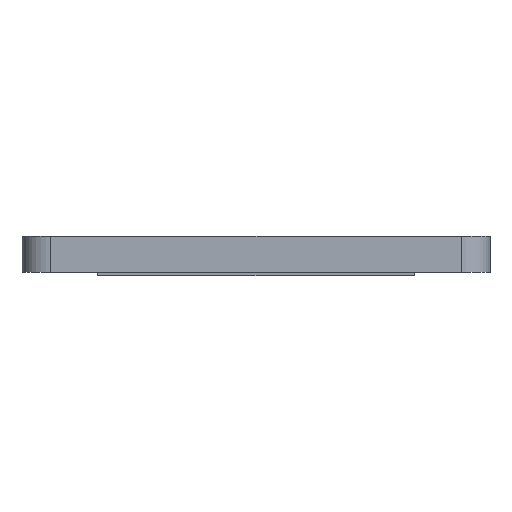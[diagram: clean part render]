
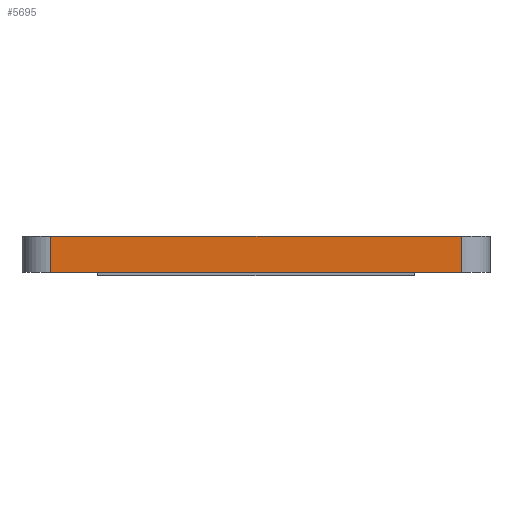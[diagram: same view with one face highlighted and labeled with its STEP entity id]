
A CAD part, left-side view. The second image highlights one B-rep face of the part: STEP entity #5695.
In plain terms, the highlighted planar face has unit normal (-1, 0, 0).
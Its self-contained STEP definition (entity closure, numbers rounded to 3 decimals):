
#710=FACE_OUTER_BOUND('',#1037,.T.);
#1037=EDGE_LOOP('',(#4987,#4988,#4989,#4990));
#1577=LINE('',#10445,#2137);
#1582=LINE('',#10458,#2142);
#1583=LINE('',#10461,#2143);
#1584=LINE('',#10462,#2144);
#2137=VECTOR('',#6805,10.);
#2142=VECTOR('',#6816,10.);
#2143=VECTOR('',#6819,10.);
#2144=VECTOR('',#6820,10.);
#2719=VERTEX_POINT('',#10442);
#2720=VERTEX_POINT('',#10444);
#2725=VERTEX_POINT('',#10456);
#2726=VERTEX_POINT('',#10460);
#3503=EDGE_CURVE('',#2719,#2720,#1577,.T.);
#3510=EDGE_CURVE('',#2720,#2725,#1582,.T.);
#3511=EDGE_CURVE('',#2726,#2719,#1583,.T.);
#3512=EDGE_CURVE('',#2725,#2726,#1584,.T.);
#4987=ORIENTED_EDGE('',*,*,#3510,.F.);
#4988=ORIENTED_EDGE('',*,*,#3503,.F.);
#4989=ORIENTED_EDGE('',*,*,#3511,.F.);
#4990=ORIENTED_EDGE('',*,*,#3512,.F.);
#5413=PLANE('',#5926);
#5695=ADVANCED_FACE('',(#710),#5413,.T.);
#5926=AXIS2_PLACEMENT_3D('',#10459,#6817,#6818);
#6805=DIRECTION('',(0.,1.,0.));
#6816=DIRECTION('',(0.,0.,1.));
#6817=DIRECTION('center_axis',(-1.,0.,0.));
#6818=DIRECTION('ref_axis',(0.,-1.,0.));
#6819=DIRECTION('',(0.,0.,-1.));
#6820=DIRECTION('',(0.,-1.,0.));
#10442=CARTESIAN_POINT('',(-25.4,-3.5,0.5));
#10444=CARTESIAN_POINT('',(-25.4,53.224,0.5));
#10445=CARTESIAN_POINT('',(-25.4,-7.5,0.5));
#10456=CARTESIAN_POINT('',(-25.4,53.224,5.5));
#10458=CARTESIAN_POINT('',(-25.4,53.224,0.5));
#10459=CARTESIAN_POINT('Origin',(-25.4,57.224,0.5));
#10460=CARTESIAN_POINT('',(-25.4,-3.5,5.5));
#10461=CARTESIAN_POINT('',(-25.4,-3.5,0.5));
#10462=CARTESIAN_POINT('',(-25.4,-7.5,5.5));
